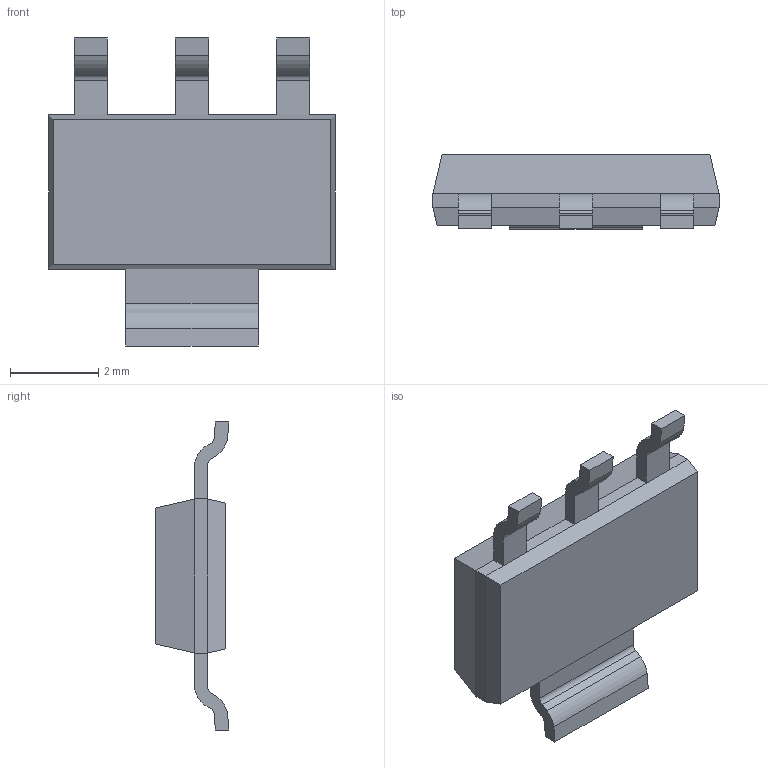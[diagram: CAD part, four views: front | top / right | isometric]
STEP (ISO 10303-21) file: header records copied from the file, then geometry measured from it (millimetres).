
FILE_DESCRIPTION(('STEP AP242'),'1');
FILE_NAME('lm1117impx-3_3_nopb.stp','2020-12-04T03:35:34',('TraceParts'),('TraceParts S.A.'),'Spatial InterOp 3D',' ',' ');
FILE_SCHEMA(('AP242_MANAGED_MODEL_BASED_3D_ENGINEERING_MIM_LF {1 0 10303 442 1 1 4}'));
Length unit declared in the file: millimetre
Products named in the file (1): lm1117impx-3_3_nopb
Bounding box: 6.5 x 1.68 x 7 mm (x, y, z)
Volume: 37.3 mm3; surface area: 96.5 mm2
Topology: 1 solids, 1 shells, 62 faces, 172 edges, 112 vertices
Faces by surface type: plane 46, cylinder 16
Entity records: 2476 total; most frequent: CARTESIAN_POINT 347, ORIENTED_EDGE 344, DIRECTION 330, EDGE_CURVE 172, LINE 140, VECTOR 140, VERTEX_POINT 112, AXIS2_PLACEMENT_3D 95
